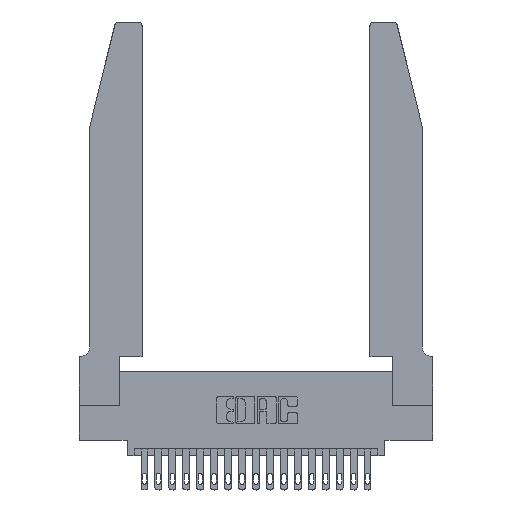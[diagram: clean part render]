
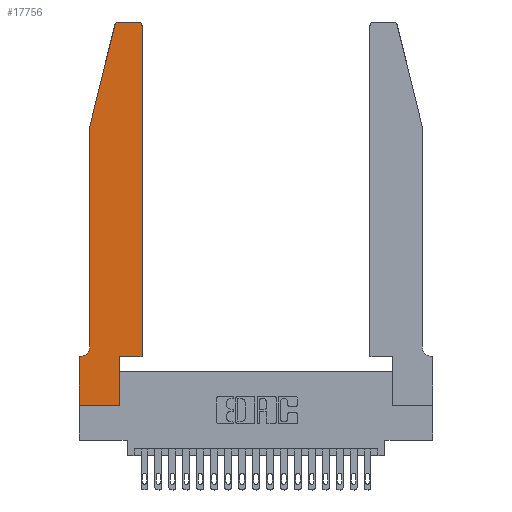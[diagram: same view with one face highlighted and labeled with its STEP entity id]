
A CAD part, top view. The second image highlights one B-rep face of the part: STEP entity #17756.
In plain terms, the highlighted planar face has unit normal (0, 0, 1).
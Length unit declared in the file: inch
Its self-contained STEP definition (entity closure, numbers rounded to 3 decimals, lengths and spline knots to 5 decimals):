
#132 = CARTESIAN_POINT ( 'NONE',  ( 0.2865, 0.35, 0.37 ) ) ;
#161 = CARTESIAN_POINT ( 'NONE',  ( 0.0755, 2., 0.37 ) ) ;
#359 = CARTESIAN_POINT ( 'NONE',  ( 0., 0., 0.37 ) ) ;
#368 = ORIENTED_EDGE ( 'NONE', *, *, #4397, .T. ) ;
#540 = AXIS2_PLACEMENT_3D ( 'NONE', #13762, #15136, #10225 ) ;
#544 = AXIS2_PLACEMENT_3D ( 'NONE', #12211, #17146, #15684 ) ;
#886 = PLANE ( 'NONE',  #11257 ) ;
#1693 = DIRECTION ( 'NONE',  ( 0., -1., 0. ) ) ;
#1713 = LINE ( 'NONE', #6705, #11879 ) ;
#2288 = VERTEX_POINT ( 'NONE', #4505 ) ;
#2356 = CARTESIAN_POINT ( 'NONE',  ( 0., 0., 0.37 ) ) ;
#2417 = AXIS2_PLACEMENT_3D ( 'NONE', #3588, #19983, #16904 ) ;
#2476 = DIRECTION ( 'NONE',  ( 0., 0., 1. ) ) ;
#2924 = VERTEX_POINT ( 'NONE', #15476 ) ;
#3113 = CARTESIAN_POINT ( 'NONE',  ( 0.4505, 0.35, 0.37 ) ) ;
#3362 = ORIENTED_EDGE ( 'NONE', *, *, #21447, .T. ) ;
#3382 = LINE ( 'NONE', #21289, #16914 ) ;
#3588 = CARTESIAN_POINT ( 'NONE',  ( 0.0055, 0.42, 0.37 ) ) ;
#3598 = DIRECTION ( 'NONE',  ( -1., 0., 0. ) ) ;
#3611 = CIRCLE ( 'NONE', #540, 0.03 ) ;
#3983 = DIRECTION ( 'NONE',  ( 1., 0., 0. ) ) ;
#4164 = ORIENTED_EDGE ( 'NONE', *, *, #9533, .T. ) ;
#4397 = EDGE_CURVE ( 'NONE', #20885, #12562, #19908, .T. ) ;
#4505 = CARTESIAN_POINT ( 'NONE',  ( 0.0755, 0.42, 0.37 ) ) ;
#4885 = LINE ( 'NONE', #6738, #9047 ) ;
#5634 = CARTESIAN_POINT ( 'NONE',  ( 0.25487, 2.72718, 0.37 ) ) ;
#6489 = LINE ( 'NONE', #161, #18722 ) ;
#6609 = VERTEX_POINT ( 'NONE', #20109 ) ;
#6705 = CARTESIAN_POINT ( 'NONE',  ( 0.2605, 2.75, 0.37 ) ) ;
#6738 = CARTESIAN_POINT ( 'NONE',  ( 0.0755, 0.35, 0.37 ) ) ;
#7156 = VECTOR ( 'NONE', #3983, 39.37008 ) ;
#7423 = CIRCLE ( 'NONE', #544, 0.03 ) ;
#7744 = LINE ( 'NONE', #19078, #16318 ) ;
#8128 = DIRECTION ( 'NONE',  ( -1., 0., 0. ) ) ;
#8353 = DIRECTION ( 'NONE',  ( 0., 1., 0. ) ) ;
#8703 = VERTEX_POINT ( 'NONE', #15315 ) ;
#9047 = VECTOR ( 'NONE', #3598, 39.37008 ) ;
#9062 = VECTOR ( 'NONE', #18633, 39.37008 ) ;
#9481 = CIRCLE ( 'NONE', #2417, 0.07 ) ;
#9533 = EDGE_CURVE ( 'NONE', #8703, #20973, #12804, .T. ) ;
#9702 = CARTESIAN_POINT ( 'NONE',  ( 0.2865, 0.35, 0.37 ) ) ;
#9907 = ORIENTED_EDGE ( 'NONE', *, *, #13465, .T. ) ;
#10152 = EDGE_CURVE ( 'NONE', #20973, #20885, #3382, .T. ) ;
#10225 = DIRECTION ( 'NONE',  ( 1., 0., 0. ) ) ;
#10496 = ORIENTED_EDGE ( 'NONE', *, *, #15992, .T. ) ;
#10934 = EDGE_CURVE ( 'NONE', #17036, #14128, #3611, .T. ) ;
#11257 = AXIS2_PLACEMENT_3D ( 'NONE', #11972, #2476, #20746 ) ;
#11389 = CARTESIAN_POINT ( 'NONE',  ( 0.4505, 2.72, 0.37 ) ) ;
#11879 = VECTOR ( 'NONE', #8128, 39.37008 ) ;
#11972 = CARTESIAN_POINT ( 'NONE',  ( 0., 0.35, 0.37 ) ) ;
#12090 = EDGE_CURVE ( 'NONE', #16421, #6609, #4885, .T. ) ;
#12211 = CARTESIAN_POINT ( 'NONE',  ( 0.4205, 2.72, 0.37 ) ) ;
#12339 = EDGE_CURVE ( 'NONE', #14128, #20535, #7744, .T. ) ;
#12562 = VERTEX_POINT ( 'NONE', #11389 ) ;
#12662 = EDGE_CURVE ( 'NONE', #19670, #17036, #1713, .T. ) ;
#12769 = ORIENTED_EDGE ( 'NONE', *, *, #12090, .T. ) ;
#12804 = LINE ( 'NONE', #9702, #19296 ) ;
#13064 = CARTESIAN_POINT ( 'NONE',  ( 0.4505, 0.35, 0.37 ) ) ;
#13465 = EDGE_CURVE ( 'NONE', #2924, #8703, #20430, .T. ) ;
#13650 = VECTOR ( 'NONE', #8353, 39.37008 ) ;
#13762 = CARTESIAN_POINT ( 'NONE',  ( 0.284, 2.72, 0.37 ) ) ;
#14128 = VERTEX_POINT ( 'NONE', #5634 ) ;
#14135 = DIRECTION ( 'NONE',  ( -0.239, -0.971, 0. ) ) ;
#14446 = EDGE_LOOP ( 'NONE', ( #16820, #16695, #20857, #19003, #10496, #12769, #19677, #9907, #4164, #17511, #368, #3362 ) ) ;
#14942 = DIRECTION ( 'NONE',  ( 1., 0., 0. ) ) ;
#15136 = DIRECTION ( 'NONE',  ( 0., 0., 1. ) ) ;
#15315 = CARTESIAN_POINT ( 'NONE',  ( 0.2865, 0., 0.37 ) ) ;
#15476 = CARTESIAN_POINT ( 'NONE',  ( 0., 0., 0.37 ) ) ;
#15684 = DIRECTION ( 'NONE',  ( 1., 0., 0. ) ) ;
#15864 = FACE_OUTER_BOUND ( 'NONE', #14446, .T. ) ;
#15992 = EDGE_CURVE ( 'NONE', #2288, #16421, #9481, .T. ) ;
#16318 = VECTOR ( 'NONE', #14135, 39.37008 ) ;
#16421 = VERTEX_POINT ( 'NONE', #16673 ) ;
#16673 = CARTESIAN_POINT ( 'NONE',  ( 0.0055, 0.35, 0.37 ) ) ;
#16695 = ORIENTED_EDGE ( 'NONE', *, *, #10934, .T. ) ;
#16820 = ORIENTED_EDGE ( 'NONE', *, *, #12662, .T. ) ;
#16904 = DIRECTION ( 'NONE',  ( -1., 0., 0. ) ) ;
#16914 = VECTOR ( 'NONE', #14942, 39.37008 ) ;
#17036 = VERTEX_POINT ( 'NONE', #20286 ) ;
#17146 = DIRECTION ( 'NONE',  ( 0., 0., 1. ) ) ;
#17249 = CARTESIAN_POINT ( 'NONE',  ( 0.0755, 2., 0.37 ) ) ;
#17511 = ORIENTED_EDGE ( 'NONE', *, *, #10152, .T. ) ;
#17592 = CARTESIAN_POINT ( 'NONE',  ( 0.4205, 2.75, 0.37 ) ) ;
#17625 = EDGE_CURVE ( 'NONE', #20535, #2288, #6489, .T. ) ;
#17756 = ADVANCED_FACE ( 'NONE', ( #15864 ), #886, .T. ) ;
#18633 = DIRECTION ( 'NONE',  ( 0., -1., 0. ) ) ;
#18639 = EDGE_CURVE ( 'NONE', #6609, #2924, #18930, .T. ) ;
#18722 = VECTOR ( 'NONE', #1693, 39.37008 ) ;
#18930 = LINE ( 'NONE', #359, #9062 ) ;
#19003 = ORIENTED_EDGE ( 'NONE', *, *, #17625, .T. ) ;
#19078 = CARTESIAN_POINT ( 'NONE',  ( 0.0755, 2., 0.37 ) ) ;
#19296 = VECTOR ( 'NONE', #21308, 39.37008 ) ;
#19670 = VERTEX_POINT ( 'NONE', #17592 ) ;
#19677 = ORIENTED_EDGE ( 'NONE', *, *, #18639, .T. ) ;
#19908 = LINE ( 'NONE', #13064, #13650 ) ;
#19983 = DIRECTION ( 'NONE',  ( 0., 0., -1. ) ) ;
#20109 = CARTESIAN_POINT ( 'NONE',  ( 0., 0.35, 0.37 ) ) ;
#20286 = CARTESIAN_POINT ( 'NONE',  ( 0.284, 2.75, 0.37 ) ) ;
#20430 = LINE ( 'NONE', #2356, #7156 ) ;
#20535 = VERTEX_POINT ( 'NONE', #17249 ) ;
#20746 = DIRECTION ( 'NONE',  ( 1., 0., 0. ) ) ;
#20857 = ORIENTED_EDGE ( 'NONE', *, *, #12339, .T. ) ;
#20885 = VERTEX_POINT ( 'NONE', #3113 ) ;
#20973 = VERTEX_POINT ( 'NONE', #132 ) ;
#21289 = CARTESIAN_POINT ( 'NONE',  ( 0.4505, 0.35, 0.37 ) ) ;
#21308 = DIRECTION ( 'NONE',  ( 0., 1., 0. ) ) ;
#21447 = EDGE_CURVE ( 'NONE', #12562, #19670, #7423, .T. ) ;
